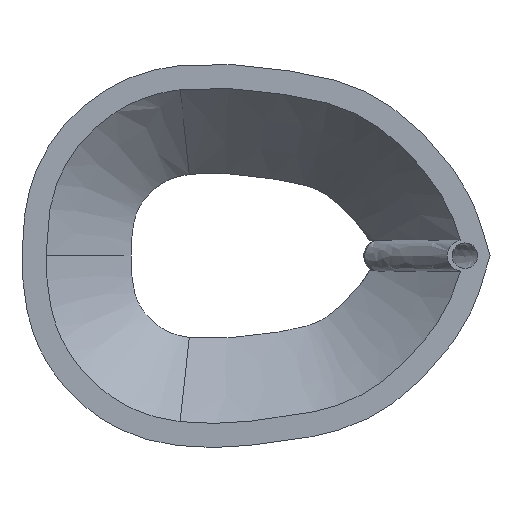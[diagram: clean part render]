
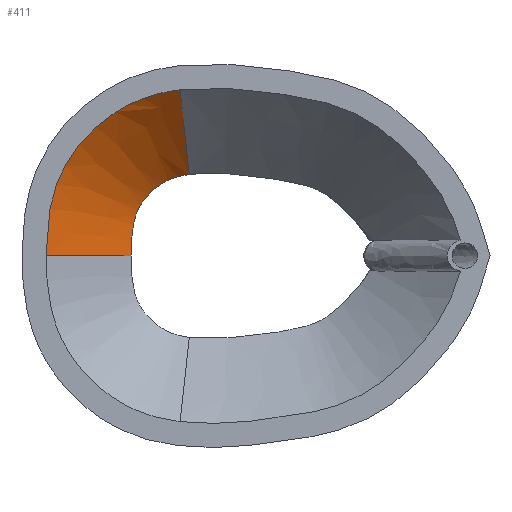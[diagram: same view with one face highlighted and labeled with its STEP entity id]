
A CAD part, top view. The second image highlights one B-rep face of the part: STEP entity #411.
In plain terms, the highlighted free-form (B-spline) face has degree [3, 3] with [13, 4] control points.
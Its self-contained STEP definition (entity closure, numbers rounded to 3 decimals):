
#54=FACE_OUTER_BOUND('',#77,.T.);
#77=EDGE_LOOP('',(#336,#337,#338,#339));
#130=B_SPLINE_CURVE_WITH_KNOTS('',3,(#2229,#2230,#2231,#2232,#2233,#2234,
#2235,#2236,#2237,#2238,#2239,#2240,#2241,#2242,#2243,#2244,#2245,#2246,
#2247,#2248,#2249,#2250,#2251,#2252,#2253),.UNSPECIFIED.,.F.,.F.,(4,3,3,
3,3,3,3,3,4),(0.001,0.002,0.072,
0.142,0.212,0.282,0.352,
0.422,0.492),.UNSPECIFIED.);
#131=B_SPLINE_CURVE_WITH_KNOTS('',3,(#2255,#2256,#2257,#2258,#2259,#2260),
 .UNSPECIFIED.,.F.,.F.,(4,2,4),(0.1,0.424,0.807),
 .UNSPECIFIED.);
#132=B_SPLINE_CURVE_WITH_KNOTS('',3,(#2262,#2263,#2264,#2265,#2266,#2267,
#2268,#2269,#2270,#2271,#2272,#2273,#2274),.UNSPECIFIED.,.F.,.F.,(4,3,3,
3,4),(0.,0.148,0.286,0.537,1.284),
 .UNSPECIFIED.);
#133=B_SPLINE_CURVE_WITH_KNOTS('',3,(#2275,#2276,#2277,#2278),
 .UNSPECIFIED.,.F.,.F.,(4,4),(0.029,0.529),
 .UNSPECIFIED.);
#177=VERTEX_POINT('',#2227);
#178=VERTEX_POINT('',#2228);
#179=VERTEX_POINT('',#2254);
#180=VERTEX_POINT('',#2261);
#235=EDGE_CURVE('',#177,#178,#130,.T.);
#236=EDGE_CURVE('',#179,#177,#131,.F.);
#237=EDGE_CURVE('',#180,#179,#132,.T.);
#238=EDGE_CURVE('',#180,#178,#133,.T.);
#336=ORIENTED_EDGE('',*,*,#235,.F.);
#337=ORIENTED_EDGE('',*,*,#236,.F.);
#338=ORIENTED_EDGE('',*,*,#237,.F.);
#339=ORIENTED_EDGE('',*,*,#238,.T.);
#389=B_SPLINE_SURFACE_WITH_KNOTS('',3,3,((#2175,#2176,#2177,#2178),(#2179,
#2180,#2181,#2182),(#2183,#2184,#2185,#2186),(#2187,#2188,#2189,#2190),
(#2191,#2192,#2193,#2194),(#2195,#2196,#2197,#2198),(#2199,#2200,#2201,
#2202),(#2203,#2204,#2205,#2206),(#2207,#2208,#2209,#2210),(#2211,#2212,
#2213,#2214),(#2215,#2216,#2217,#2218),(#2219,#2220,#2221,#2222),(#2223,
#2224,#2225,#2226)),.UNSPECIFIED.,.F.,.F.,.F.,(4,1,1,1,1,1,1,3,4),(4,4),
(0.,0.143,0.286,0.429,0.571,
0.714,0.857,1.,1.003),(0.029,
0.529),.UNSPECIFIED.);
#411=ADVANCED_FACE('',(#54),#389,.F.);
#2175=CARTESIAN_POINT('Ctrl Pts',(-5.046,-14.204,2.526));
#2176=CARTESIAN_POINT('Ctrl Pts',(-5.227,-12.547,4.193));
#2177=CARTESIAN_POINT('Ctrl Pts',(-5.408,-10.89,5.86));
#2178=CARTESIAN_POINT('Ctrl Pts',(-5.588,-9.233,7.526));
#2179=CARTESIAN_POINT('Ctrl Pts',(-5.502,-14.253,2.526));
#2180=CARTESIAN_POINT('Ctrl Pts',(-5.836,-12.611,4.193));
#2181=CARTESIAN_POINT('Ctrl Pts',(-6.173,-10.975,5.86));
#2182=CARTESIAN_POINT('Ctrl Pts',(-6.507,-9.333,7.526));
#2183=CARTESIAN_POINT('Ctrl Pts',(-6.278,-14.47,2.526));
#2184=CARTESIAN_POINT('Ctrl Pts',(-6.983,-12.927,4.193));
#2185=CARTESIAN_POINT('Ctrl Pts',(-7.686,-11.383,5.86));
#2186=CARTESIAN_POINT('Ctrl Pts',(-8.391,-9.839,7.526));
#2187=CARTESIAN_POINT('Ctrl Pts',(-7.144,-15.046,2.526));
#2188=CARTESIAN_POINT('Ctrl Pts',(-8.239,-13.772,4.193));
#2189=CARTESIAN_POINT('Ctrl Pts',(-9.334,-12.498,5.86));
#2190=CARTESIAN_POINT('Ctrl Pts',(-10.429,-11.224,7.526));
#2191=CARTESIAN_POINT('Ctrl Pts',(-7.749,-15.699,2.526));
#2192=CARTESIAN_POINT('Ctrl Pts',(-9.078,-14.671,4.193));
#2193=CARTESIAN_POINT('Ctrl Pts',(-10.408,-13.645,5.86));
#2194=CARTESIAN_POINT('Ctrl Pts',(-11.738,-12.617,7.526));
#2195=CARTESIAN_POINT('Ctrl Pts',(-8.114,-16.323,2.526));
#2196=CARTESIAN_POINT('Ctrl Pts',(-9.662,-15.655,4.193));
#2197=CARTESIAN_POINT('Ctrl Pts',(-11.209,-14.987,5.86));
#2198=CARTESIAN_POINT('Ctrl Pts',(-12.756,-14.319,7.526));
#2199=CARTESIAN_POINT('Ctrl Pts',(-8.332,-17.037,2.526));
#2200=CARTESIAN_POINT('Ctrl Pts',(-9.979,-16.731,4.193));
#2201=CARTESIAN_POINT('Ctrl Pts',(-11.623,-16.421,5.86));
#2202=CARTESIAN_POINT('Ctrl Pts',(-13.269,-16.115,7.526));
#2203=CARTESIAN_POINT('Ctrl Pts',(-8.451,-17.951,2.526));
#2204=CARTESIAN_POINT('Ctrl Pts',(-10.113,-17.828,4.193));
#2205=CARTESIAN_POINT('Ctrl Pts',(-11.777,-17.706,5.86));
#2206=CARTESIAN_POINT('Ctrl Pts',(-13.439,-17.583,7.526));
#2207=CARTESIAN_POINT('Ctrl Pts',(-8.477,-18.645,2.526));
#2208=CARTESIAN_POINT('Ctrl Pts',(-10.144,-18.601,4.193));
#2209=CARTESIAN_POINT('Ctrl Pts',(-11.809,-18.553,5.86));
#2210=CARTESIAN_POINT('Ctrl Pts',(-13.476,-18.509,7.526));
#2211=CARTESIAN_POINT('Ctrl Pts',(-8.479,-19.006,2.526));
#2212=CARTESIAN_POINT('Ctrl Pts',(-10.146,-18.996,4.193));
#2213=CARTESIAN_POINT('Ctrl Pts',(-11.812,-18.986,5.86));
#2214=CARTESIAN_POINT('Ctrl Pts',(-13.479,-18.976,7.526));
#2215=CARTESIAN_POINT('Ctrl Pts',(-8.479,-19.014,2.526));
#2216=CARTESIAN_POINT('Ctrl Pts',(-10.146,-19.004,4.193));
#2217=CARTESIAN_POINT('Ctrl Pts',(-11.812,-18.994,5.86));
#2218=CARTESIAN_POINT('Ctrl Pts',(-13.479,-18.984,7.526));
#2219=CARTESIAN_POINT('Ctrl Pts',(-8.479,-19.022,2.526));
#2220=CARTESIAN_POINT('Ctrl Pts',(-10.146,-19.012,4.193));
#2221=CARTESIAN_POINT('Ctrl Pts',(-11.812,-19.002,5.86));
#2222=CARTESIAN_POINT('Ctrl Pts',(-13.479,-18.992,7.526));
#2223=CARTESIAN_POINT('Ctrl Pts',(-8.479,-19.031,2.526));
#2224=CARTESIAN_POINT('Ctrl Pts',(-10.146,-19.02,4.193));
#2225=CARTESIAN_POINT('Ctrl Pts',(-11.812,-19.01,5.86));
#2226=CARTESIAN_POINT('Ctrl Pts',(-13.479,-19.,7.526));
#2227=CARTESIAN_POINT('',(-13.479,-19.,7.526));
#2228=CARTESIAN_POINT('',(-5.588,-9.233,7.526));
#2229=CARTESIAN_POINT('Ctrl Pts',(-13.479,-19.,7.526));
#2230=CARTESIAN_POINT('Ctrl Pts',(-13.479,-18.992,7.526));
#2231=CARTESIAN_POINT('Ctrl Pts',(-13.479,-18.984,7.526));
#2232=CARTESIAN_POINT('Ctrl Pts',(-13.479,-18.976,7.526));
#2233=CARTESIAN_POINT('Ctrl Pts',(-13.476,-18.509,7.526));
#2234=CARTESIAN_POINT('Ctrl Pts',(-13.458,-18.046,7.526));
#2235=CARTESIAN_POINT('Ctrl Pts',(-13.42,-17.57,7.526));
#2236=CARTESIAN_POINT('Ctrl Pts',(-13.383,-17.094,7.526));
#2237=CARTESIAN_POINT('Ctrl Pts',(-13.326,-16.604,7.526));
#2238=CARTESIAN_POINT('Ctrl Pts',(-13.212,-16.06,7.526));
#2239=CARTESIAN_POINT('Ctrl Pts',(-13.098,-15.516,7.526));
#2240=CARTESIAN_POINT('Ctrl Pts',(-12.927,-14.918,7.526));
#2241=CARTESIAN_POINT('Ctrl Pts',(-12.672,-14.335,7.526));
#2242=CARTESIAN_POINT('Ctrl Pts',(-12.417,-13.752,7.526));
#2243=CARTESIAN_POINT('Ctrl Pts',(-12.077,-13.184,7.526));
#2244=CARTESIAN_POINT('Ctrl Pts',(-11.689,-12.668,7.526));
#2245=CARTESIAN_POINT('Ctrl Pts',(-11.301,-12.153,7.526));
#2246=CARTESIAN_POINT('Ctrl Pts',(-10.865,-11.688,7.526));
#2247=CARTESIAN_POINT('Ctrl Pts',(-10.307,-11.226,7.526));
#2248=CARTESIAN_POINT('Ctrl Pts',(-9.75,-10.763,7.526));
#2249=CARTESIAN_POINT('Ctrl Pts',(-9.071,-10.301,7.526));
#2250=CARTESIAN_POINT('Ctrl Pts',(-8.26,-9.944,7.526));
#2251=CARTESIAN_POINT('Ctrl Pts',(-7.449,-9.586,7.526));
#2252=CARTESIAN_POINT('Ctrl Pts',(-6.507,-9.333,7.526));
#2253=CARTESIAN_POINT('Ctrl Pts',(-5.588,-9.233,7.526));
#2254=CARTESIAN_POINT('',(-8.479,-19.,2.526));
#2255=CARTESIAN_POINT('Ctrl Pts',(-13.479,-19.,7.526));
#2256=CARTESIAN_POINT('Ctrl Pts',(-12.715,-19.,6.762));
#2257=CARTESIAN_POINT('Ctrl Pts',(-11.95,-19.,5.998));
#2258=CARTESIAN_POINT('Ctrl Pts',(-10.284,-19.,4.331));
#2259=CARTESIAN_POINT('Ctrl Pts',(-9.381,-19.,3.429));
#2260=CARTESIAN_POINT('Ctrl Pts',(-8.479,-19.,2.526));
#2261=CARTESIAN_POINT('',(-5.046,-14.204,2.526));
#2262=CARTESIAN_POINT('Ctrl Pts',(-5.046,-14.204,2.526));
#2263=CARTESIAN_POINT('Ctrl Pts',(-5.538,-14.257,2.526));
#2264=CARTESIAN_POINT('Ctrl Pts',(-6.029,-14.386,2.526));
#2265=CARTESIAN_POINT('Ctrl Pts',(-6.511,-14.653,2.526));
#2266=CARTESIAN_POINT('Ctrl Pts',(-6.959,-14.901,2.526));
#2267=CARTESIAN_POINT('Ctrl Pts',(-7.288,-15.207,2.526));
#2268=CARTESIAN_POINT('Ctrl Pts',(-7.504,-15.447,2.526));
#2269=CARTESIAN_POINT('Ctrl Pts',(-7.899,-15.883,2.526));
#2270=CARTESIAN_POINT('Ctrl Pts',(-8.078,-16.279,2.526));
#2271=CARTESIAN_POINT('Ctrl Pts',(-8.175,-16.554,2.526));
#2272=CARTESIAN_POINT('Ctrl Pts',(-8.462,-17.372,2.526));
#2273=CARTESIAN_POINT('Ctrl Pts',(-8.475,-18.433,2.526));
#2274=CARTESIAN_POINT('Ctrl Pts',(-8.479,-19.,2.526));
#2275=CARTESIAN_POINT('Ctrl Pts',(-5.046,-14.204,2.526));
#2276=CARTESIAN_POINT('Ctrl Pts',(-5.227,-12.547,4.193));
#2277=CARTESIAN_POINT('Ctrl Pts',(-5.408,-10.89,5.86));
#2278=CARTESIAN_POINT('Ctrl Pts',(-5.588,-9.233,7.526));
